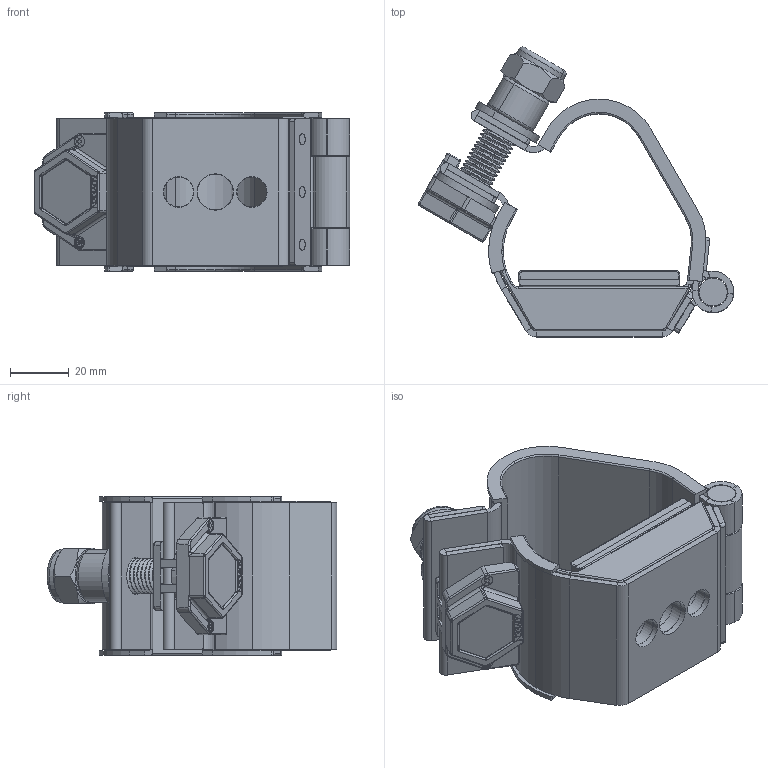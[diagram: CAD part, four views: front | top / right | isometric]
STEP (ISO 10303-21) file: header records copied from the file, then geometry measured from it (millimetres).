
FILE_DESCRIPTION (( 'STEP AP214' ), '1' );
FILE_NAME ('HVSS027032.STEP', '2019-01-14T15:29:03', ( '' ), ( '' ), 'SwSTEP 2.0', 'SolidWorks 2017', '' );
FILE_SCHEMA (( 'AUTOMOTIVE_DESIGN' ));
Length unit declared in the file: millimetre
Products named in the file (1): HVSS027032
Bounding box: 107.7 x 98.92 x 54 mm (x, y, z)
Volume: 105852.6 mm3; surface area: 88289.9 mm2
Topology: 12 solids, 12 shells, 1949 faces, 4932 edges, 3032 vertices
Faces by surface type: plane 759, cylinder 581, bspline 466, torus 68, cone 41, sphere 34
Entity records: 103850 total; most frequent: CARTESIAN_POINT 39425, ORIENTED_EDGE 9740, DIRECTION 7716, EDGE_CURVE 4870, VERTEX_POINT 3032, LINE 2602, VECTOR 2602, AXIS2_PLACEMENT_3D 2557
